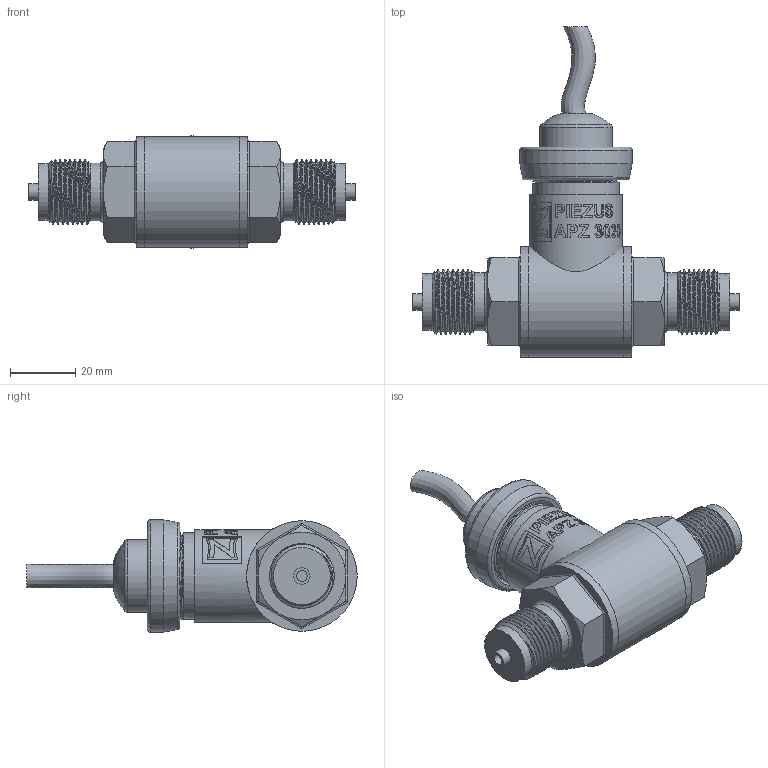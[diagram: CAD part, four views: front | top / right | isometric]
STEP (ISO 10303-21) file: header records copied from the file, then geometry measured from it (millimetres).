
FILE_DESCRIPTION(/* description */ (''),/* implementation_level */ '2;1');
FILE_NAME(/* name */ 'APZ3020_M20x1,5EN-axial_StainlessSteelCableGland.step',/* time_stamp */ '2021-07-28T15:14:49+03:00',/* author */ (''),/* organization */ (''),/* preprocessor_version */ 'ST-DEVELOPER v18.1',/* originating_system */ 'Autodesk Translation Framework v10.9.0.1377',/* authorisation */ '');
FILE_SCHEMA (('AUTOMOTIVE_DESIGN { 1 0 10303 214 3 1 1 }'));
Length unit declared in the file: millimetre
Products named in the file (8): АПЗ 3020 - filled; M20x1,5 EN; shell; shell2; Stainless steel cable gland assembly v4; wire; Stainless steel cable gland v2; Stainless steel cable gland nut v3
Assembly tree (7 placements, depth 3):
  АПЗ 3020 - filled
    M20x1,5 EN
    shell
    shell2
    Stainless steel cable gland assembly v4
      wire
      Stainless steel cable gland v2
      Stainless steel cable gland nut v3
Bounding box: 100.4 x 101.58 x 34.5 mm (x, y, z)
Volume: 79741.8 mm3; surface area: 28785.8 mm2
Topology: 5 solids, 5 shells, 461 faces, 1198 edges, 783 vertices
Faces by surface type: bspline 245, cylinder 120, plane 52, cone 33, torus 10, sphere 1
Full cylindrical faces by diameter (mm): 3.3 x2, 5 x2, 7.2 x1, 13 x1, 17.5 x2, 17.8 x2, 18.137 x14, 19.85 x12, 21.4 x1, 22.3 x2, 23.6 x1, 24 x3, 24.5 x2, 24.6 x4, 25.132 x4, 25.526 x2, 26.5 x5, 27.208 x3, 27.7 x1, 28.5 x1, 30 x2, 34 x3, 34.5 x1
Entity records: 26868 total; most frequent: CARTESIAN_POINT 17163, ORIENTED_EDGE 2396, EDGE_CURVE 1198, DIRECTION 1179, VERTEX_POINT 783, B_SPLINE_CURVE_WITH_KNOTS 614, EDGE_LOOP 505, FACE_OUTER_BOUND 461
